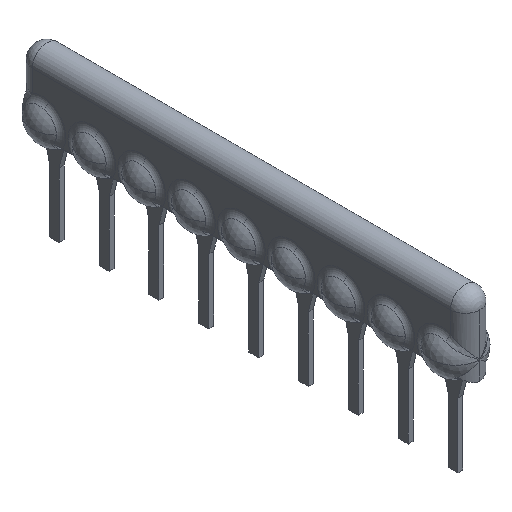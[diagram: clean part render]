
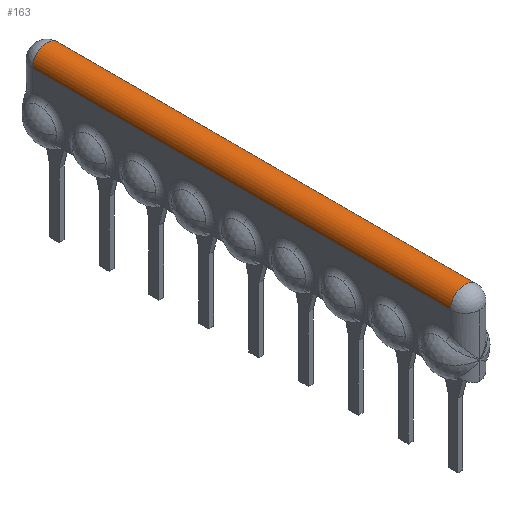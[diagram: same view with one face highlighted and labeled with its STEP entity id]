
A CAD part, isometric view. The second image highlights one B-rep face of the part: STEP entity #163.
In plain terms, the highlighted cylindrical face has radius 0.75 mm (diameter 1.5 mm), a partial arc.
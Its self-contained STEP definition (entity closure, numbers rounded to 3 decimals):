
#163=ADVANCED_FACE('',(#493),#494,.T.);
#493=FACE_OUTER_BOUND('',#1340,.T.);
#494=CYLINDRICAL_SURFACE('',#1341,0.75);
#1340=EDGE_LOOP('',(#2698,#2699,#2700,#2701));
#1341=AXIS2_PLACEMENT_3D('',#2702,#2703,#2704);
#2698=ORIENTED_EDGE('',*,*,#4091,.F.);
#2699=ORIENTED_EDGE('',*,*,#4092,.F.);
#2700=ORIENTED_EDGE('',*,*,#4041,.T.);
#2701=ORIENTED_EDGE('',*,*,#4093,.T.);
#2702=CARTESIAN_POINT('',(0.0,0.0,2.195));
#2703=DIRECTION('',(-0.0,-1.0,0.0));
#2704=DIRECTION('',(-1.0,0.0,0.0));
#4041=EDGE_CURVE('',#5654,#5673,#5674,.T.);
#4091=EDGE_CURVE('',#5511,#5685,#5739,.T.);
#4092=EDGE_CURVE('',#5654,#5511,#5740,.T.);
#4093=EDGE_CURVE('',#5673,#5685,#5741,.T.);
#5511=VERTEX_POINT('',#6875);
#5654=VERTEX_POINT('',#7184);
#5673=VERTEX_POINT('',#7213);
#5674=LINE('',#7214,#7215);
#5685=VERTEX_POINT('',#7227);
#5739=LINE('',#7380,#7381);
#5740=CIRCLE('',#7382,0.75);
#5741=CIRCLE('',#7383,0.75);
#6875=CARTESIAN_POINT('',(-0.75,0.75,2.195));
#7184=CARTESIAN_POINT('',(0.75,0.75,2.195));
#7213=CARTESIAN_POINT('',(0.75,22.06,2.195));
#7214=CARTESIAN_POINT('',(0.75,0.75,2.195));
#7215=VECTOR('',#8856,21.31);
#7227=CARTESIAN_POINT('',(-0.75,22.06,2.195));
#7380=CARTESIAN_POINT('',(-0.75,0.75,2.195));
#7381=VECTOR('',#8947,21.31);
#7382=AXIS2_PLACEMENT_3D('',#8948,#8949,#8950);
#7383=AXIS2_PLACEMENT_3D('',#8951,#8952,#8953);
#8856=DIRECTION('',(0.0,1.0,0.));
#8947=DIRECTION('',(0.0,1.0,0.));
#8948=CARTESIAN_POINT('',(0.0,0.75,2.195));
#8949=DIRECTION('',(0.0,-1.0,0.0));
#8950=DIRECTION('',(1.0,0.0,0.0));
#8951=CARTESIAN_POINT('',(0.0,22.06,2.195));
#8952=DIRECTION('',(0.0,-1.0,0.0));
#8953=DIRECTION('',(1.0,0.0,0.0));
